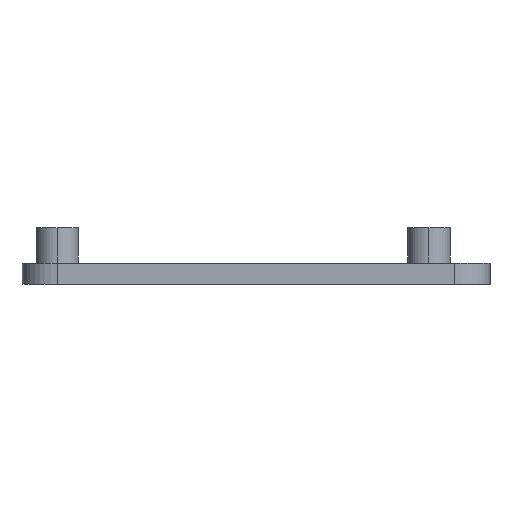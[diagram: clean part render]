
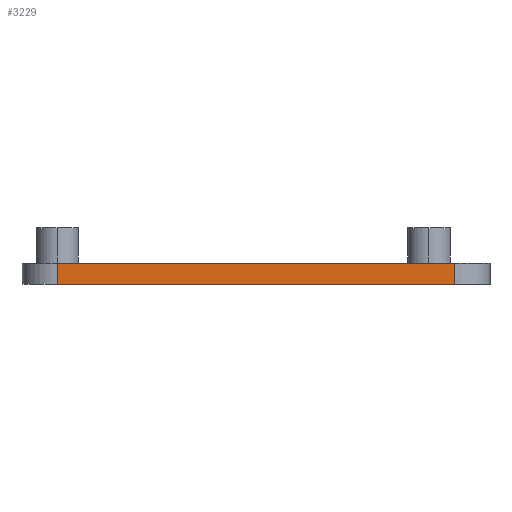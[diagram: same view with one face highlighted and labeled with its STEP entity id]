
A CAD part, left-side view. The second image highlights one B-rep face of the part: STEP entity #3229.
In plain terms, the highlighted planar face has unit normal (-1, 0, 0).
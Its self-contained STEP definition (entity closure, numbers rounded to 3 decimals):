
#29 = PLANE ( 'NONE',  #1289 ) ;
#61 = DIRECTION ( 'NONE',  ( -1., 0., 0. ) ) ;
#88 = EDGE_CURVE ( 'NONE', #2273, #1034, #461, .T. ) ;
#194 = DIRECTION ( 'NONE',  ( 0., 0., -1. ) ) ;
#266 = VERTEX_POINT ( 'NONE', #515 ) ;
#461 = LINE ( 'NONE', #2027, #2516 ) ;
#492 = CARTESIAN_POINT ( 'NONE',  ( -75., 26.5, 0. ) ) ;
#515 = CARTESIAN_POINT ( 'NONE',  ( -75., -30.2, 0. ) ) ;
#619 = VECTOR ( 'NONE', #2604, 1000. ) ;
#965 = EDGE_CURVE ( 'NONE', #1575, #266, #1588, .T. ) ;
#1025 = EDGE_CURVE ( 'NONE', #1034, #1575, #1080, .T. ) ;
#1034 = VERTEX_POINT ( 'NONE', #2443 ) ;
#1080 = LINE ( 'NONE', #2363, #619 ) ;
#1084 = CARTESIAN_POINT ( 'NONE',  ( -75., -31.5, -3. ) ) ;
#1173 = DIRECTION ( 'NONE',  ( 0., -1., 0. ) ) ;
#1231 = VECTOR ( 'NONE', #1173, 1000. ) ;
#1246 = LINE ( 'NONE', #1477, #1231 ) ;
#1284 = ORIENTED_EDGE ( 'NONE', *, *, #88, .T. ) ;
#1289 = AXIS2_PLACEMENT_3D ( 'NONE', #1084, #61, #2114 ) ;
#1340 = DIRECTION ( 'NONE',  ( 0., 0., 1. ) ) ;
#1367 = ORIENTED_EDGE ( 'NONE', *, *, #1025, .T. ) ;
#1395 = EDGE_LOOP ( 'NONE', ( #2441, #1284, #1367, #1850 ) ) ;
#1477 = CARTESIAN_POINT ( 'NONE',  ( -75., -31.5, 0. ) ) ;
#1575 = VERTEX_POINT ( 'NONE', #2321 ) ;
#1588 = LINE ( 'NONE', #2653, #2840 ) ;
#1785 = EDGE_CURVE ( 'NONE', #2273, #266, #1246, .T. ) ;
#1850 = ORIENTED_EDGE ( 'NONE', *, *, #965, .T. ) ;
#2027 = CARTESIAN_POINT ( 'NONE',  ( -75., 26.5, -3. ) ) ;
#2114 = DIRECTION ( 'NONE',  ( 0., -1., 0. ) ) ;
#2164 = FACE_OUTER_BOUND ( 'NONE', #1395, .T. ) ;
#2273 = VERTEX_POINT ( 'NONE', #492 ) ;
#2321 = CARTESIAN_POINT ( 'NONE',  ( -75., -30.2, -3. ) ) ;
#2363 = CARTESIAN_POINT ( 'NONE',  ( -75., -31.5, -3. ) ) ;
#2441 = ORIENTED_EDGE ( 'NONE', *, *, #1785, .F. ) ;
#2443 = CARTESIAN_POINT ( 'NONE',  ( -75., 26.5, -3. ) ) ;
#2516 = VECTOR ( 'NONE', #194, 1000. ) ;
#2604 = DIRECTION ( 'NONE',  ( 0., -1., 0. ) ) ;
#2653 = CARTESIAN_POINT ( 'NONE',  ( -75., -30.2, -3. ) ) ;
#2840 = VECTOR ( 'NONE', #1340, 1000. ) ;
#3229 = ADVANCED_FACE ( 'NONE', ( #2164 ), #29, .T. ) ;
